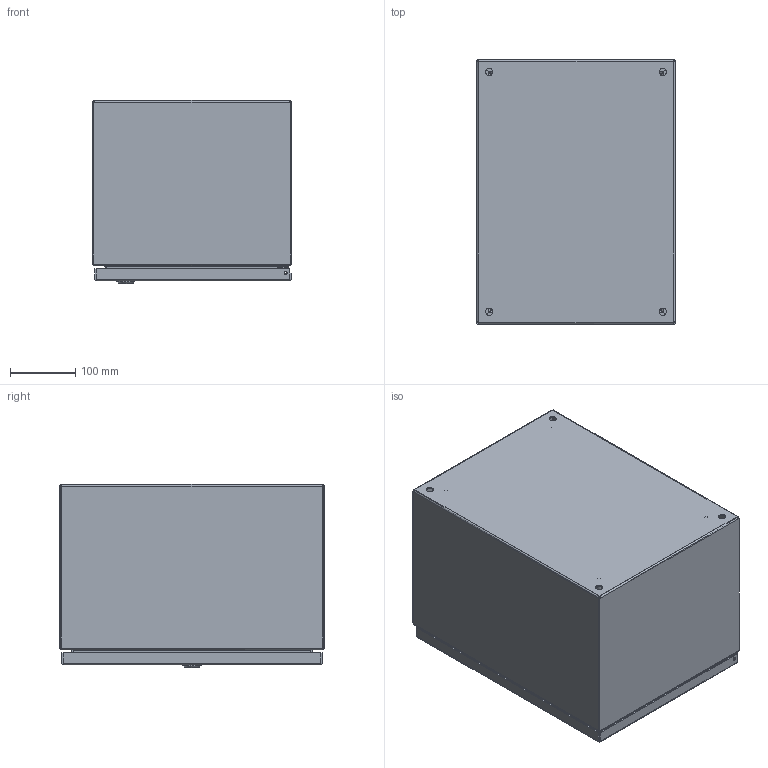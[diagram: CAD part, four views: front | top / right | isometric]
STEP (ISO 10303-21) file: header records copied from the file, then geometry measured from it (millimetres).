
FILE_DESCRIPTION((''),'2;1');
FILE_NAME('N412161210C.iam.stp','2011-08-30T09:03:41',(''),(''),'Autodesk Inventor 2011','Autodesk Inventor 2011','');
FILE_SCHEMA(('AUTOMOTIVE_DESIGN { 1 0 10303 214 1 1 1 1 }'));
Length unit declared in the file: inch
Products named in the file (21): N412161210C; N4121612CLID; 35124; 1000-u155_asm; 1000-14_prt; 1000-24_prt; 1000-u142_asm; 1000-318; 1000-03; 1000-277-01; N412161210CBKP; HFW3161; 388150; HFW328176; 17376 PIN; 17380 SCREW; 17723 BOX LEAF; 17723-UTI BRACKET; 17910 SEALING WASHER; HFW328175; 38846
Assembly tree (29 placements, depth 4):
  N412161210C
    N4121612CLID
    35124
      1000-u155_asm
      1000-14_prt
      1000-24_prt
      1000-u142_asm
        1000-318
        1000-03
        1000-277-01
    N412161210CBKP
    HFW3161  x2
    388150  x4
    HFW328176  x2
      17376 PIN
      17380 SCREW
      17723 BOX LEAF
      17723-UTI BRACKET
      17910 SEALING WASHER
    HFW328175  x2
    38846  x2
Bounding box: 304.8 x 406.4 x 281.3 mm (x, y, z)
Volume: 1285123.8 mm3; surface area: 1384089.7 mm2
Topology: 32 solids, 34 shells, 1451 faces, 3494 edges, 2116 vertices
Faces by surface type: cylinder 548, plane 531, cone 185, bspline 144, torus 39, sphere 4
Full cylindrical faces by diameter (mm): 2.362 x4, 3.175 x2, 3.317 x68, 3.861 x4, 3.962 x2, 4.166 x68, 4.25 x4, 4.366 x4, 4.572 x4, 4.775 x6, 5 x1, 5.5 x1, 6.35 x10, 6.502 x4, 6.985 x4, 7.62 x4, 8.128 x4, 8.56 x2, 9.144 x4, 9.9 x1, 10 x1, 10.2 x1, 11.113 x4, 12.8 x1, 13.5 x1, 14.3 x4, 15.2 x1, 15.8 x1, 16.1 x1, 19.8 x1
Entity records: 33337 total; most frequent: CARTESIAN_POINT 12306, DIRECTION 4165, ORIENTED_EDGE 3991, EDGE_CURVE 1996, AXIS2_PLACEMENT_3D 1532, VERTEX_POINT 1278, EDGE_LOOP 1125, VECTOR 1101
